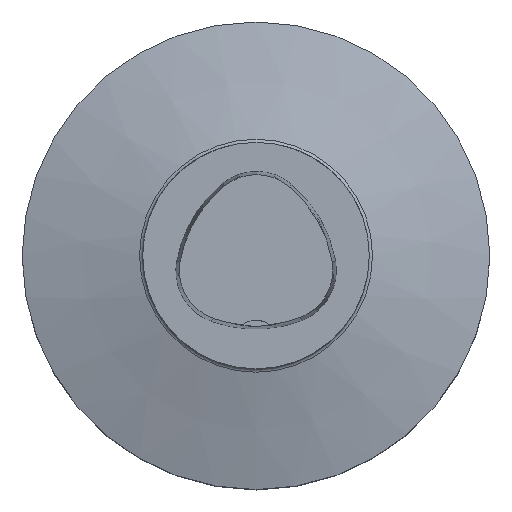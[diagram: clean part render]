
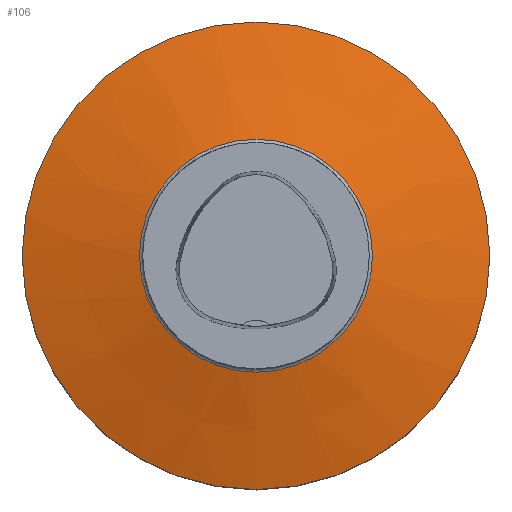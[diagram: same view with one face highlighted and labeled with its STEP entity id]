
A CAD part, top view. The second image highlights one B-rep face of the part: STEP entity #106.
In plain terms, the highlighted conical face has half-angle 75 degrees and reference radius 31.5 mm.
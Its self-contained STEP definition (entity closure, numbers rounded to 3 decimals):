
#60=CONICAL_SURFACE('',#516,31.5,75.);
#106=ADVANCED_FACE('',(#173,#174),#60,.T.);
#173=FACE_BOUND('',#208,.T.);
#174=FACE_BOUND('',#209,.T.);
#208=EDGE_LOOP('',(#314));
#209=EDGE_LOOP('',(#315));
#314=ORIENTED_EDGE('',*,*,#408,.T.);
#315=ORIENTED_EDGE('',*,*,#409,.F.);
#355=VERTEX_POINT('',#784);
#356=VERTEX_POINT('',#786);
#408=EDGE_CURVE('',#355,#355,#429,.T.);
#409=EDGE_CURVE('',#356,#356,#430,.T.);
#429=CIRCLE('',#514,32.389);
#430=CIRCLE('',#515,65.);
#514=AXIS2_PLACEMENT_3D('',#783,#649,#650);
#515=AXIS2_PLACEMENT_3D('',#785,#651,#652);
#516=AXIS2_PLACEMENT_3D('',#787,#653,#654);
#649=DIRECTION('',(0.,0.,-1.));
#650=DIRECTION('',(0.,-1.,0.));
#651=DIRECTION('',(0.,0.,-1.));
#652=DIRECTION('',(0.,1.,0.));
#653=DIRECTION('',(0.,0.,-1.));
#654=DIRECTION('',(0.,-1.,0.));
#783=CARTESIAN_POINT('',(0.,0.,-23.359));
#784=CARTESIAN_POINT('',(0.,-32.389,-23.359));
#785=CARTESIAN_POINT('',(0.,0.,-32.097));
#786=CARTESIAN_POINT('',(0.,65.,-32.097));
#787=CARTESIAN_POINT('',(0.,0.,-23.121));
